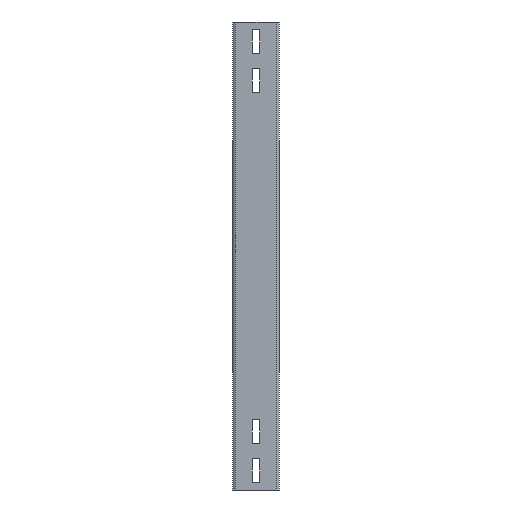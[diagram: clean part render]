
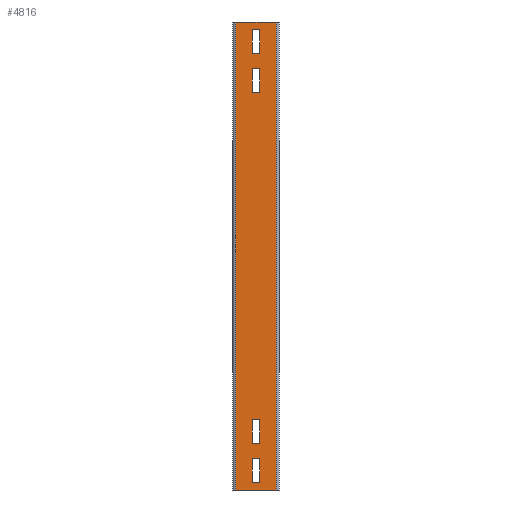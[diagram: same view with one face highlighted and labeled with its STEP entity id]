
A CAD part, left-side view. The second image highlights one B-rep face of the part: STEP entity #4816.
In plain terms, the highlighted face is planar.
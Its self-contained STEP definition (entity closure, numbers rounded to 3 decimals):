
#67=FACE_BOUND('',#660,.T.);
#68=FACE_BOUND('',#661,.T.);
#69=FACE_BOUND('',#662,.T.);
#70=FACE_BOUND('',#663,.T.);
#372=FACE_OUTER_BOUND('',#659,.T.);
#659=EDGE_LOOP('',(#3654,#3655,#3656,#3657));
#660=EDGE_LOOP('',(#3658,#3659,#3660,#3661));
#661=EDGE_LOOP('',(#3662,#3663,#3664,#3665));
#662=EDGE_LOOP('',(#3666,#3667,#3668,#3669));
#663=EDGE_LOOP('',(#3670,#3671,#3672,#3673));
#990=LINE('',#7193,#1567);
#994=LINE('',#7200,#1571);
#997=LINE('',#7206,#1574);
#999=LINE('',#7209,#1576);
#1002=LINE('',#7217,#1579);
#1006=LINE('',#7224,#1583);
#1009=LINE('',#7230,#1586);
#1011=LINE('',#7233,#1588);
#1014=LINE('',#7241,#1591);
#1017=LINE('',#7247,#1594);
#1020=LINE('',#7253,#1597);
#1023=LINE('',#7257,#1600);
#1026=LINE('',#7265,#1603);
#1029=LINE('',#7271,#1606);
#1032=LINE('',#7277,#1609);
#1035=LINE('',#7281,#1612);
#1058=LINE('',#7337,#1635);
#1067=LINE('',#7359,#1644);
#1069=LINE('',#7365,#1646);
#1077=LINE('',#7386,#1654);
#1567=VECTOR('',#5859,10.);
#1571=VECTOR('',#5865,10.);
#1574=VECTOR('',#5870,10.);
#1576=VECTOR('',#5874,10.);
#1579=VECTOR('',#5879,10.);
#1583=VECTOR('',#5885,10.);
#1586=VECTOR('',#5890,10.);
#1588=VECTOR('',#5894,10.);
#1591=VECTOR('',#5899,10.);
#1594=VECTOR('',#5904,10.);
#1597=VECTOR('',#5909,10.);
#1600=VECTOR('',#5914,10.);
#1603=VECTOR('',#5919,10.);
#1606=VECTOR('',#5924,10.);
#1609=VECTOR('',#5929,10.);
#1612=VECTOR('',#5934,10.);
#1635=VECTOR('',#5987,10.);
#1644=VECTOR('',#6012,10.);
#1646=VECTOR('',#6020,10.);
#1654=VECTOR('',#6042,10.);
#2135=VERTEX_POINT('',#7190);
#2136=VERTEX_POINT('',#7192);
#2138=VERTEX_POINT('',#7198);
#2140=VERTEX_POINT('',#7204);
#2143=VERTEX_POINT('',#7214);
#2144=VERTEX_POINT('',#7216);
#2146=VERTEX_POINT('',#7222);
#2148=VERTEX_POINT('',#7228);
#2151=VERTEX_POINT('',#7238);
#2152=VERTEX_POINT('',#7240);
#2154=VERTEX_POINT('',#7246);
#2156=VERTEX_POINT('',#7252);
#2159=VERTEX_POINT('',#7262);
#2160=VERTEX_POINT('',#7264);
#2162=VERTEX_POINT('',#7270);
#2164=VERTEX_POINT('',#7276);
#2181=VERTEX_POINT('',#7334);
#2182=VERTEX_POINT('',#7336);
#2187=VERTEX_POINT('',#7358);
#2188=VERTEX_POINT('',#7364);
#2622=EDGE_CURVE('',#2136,#2135,#990,.T.);
#2626=EDGE_CURVE('',#2135,#2138,#994,.T.);
#2629=EDGE_CURVE('',#2138,#2140,#997,.T.);
#2631=EDGE_CURVE('',#2140,#2136,#999,.T.);
#2634=EDGE_CURVE('',#2144,#2143,#1002,.T.);
#2638=EDGE_CURVE('',#2143,#2146,#1006,.T.);
#2641=EDGE_CURVE('',#2146,#2148,#1009,.T.);
#2643=EDGE_CURVE('',#2148,#2144,#1011,.T.);
#2646=EDGE_CURVE('',#2152,#2151,#1014,.T.);
#2649=EDGE_CURVE('',#2154,#2152,#1017,.T.);
#2652=EDGE_CURVE('',#2156,#2154,#1020,.T.);
#2655=EDGE_CURVE('',#2151,#2156,#1023,.T.);
#2658=EDGE_CURVE('',#2160,#2159,#1026,.T.);
#2661=EDGE_CURVE('',#2162,#2160,#1029,.T.);
#2664=EDGE_CURVE('',#2164,#2162,#1032,.T.);
#2667=EDGE_CURVE('',#2159,#2164,#1035,.T.);
#2695=EDGE_CURVE('',#2181,#2182,#1058,.T.);
#2706=EDGE_CURVE('',#2187,#2182,#1067,.T.);
#2709=EDGE_CURVE('',#2188,#2187,#1069,.T.);
#2720=EDGE_CURVE('',#2188,#2181,#1077,.T.);
#3654=ORIENTED_EDGE('',*,*,#2695,.F.);
#3655=ORIENTED_EDGE('',*,*,#2720,.F.);
#3656=ORIENTED_EDGE('',*,*,#2709,.T.);
#3657=ORIENTED_EDGE('',*,*,#2706,.T.);
#3658=ORIENTED_EDGE('',*,*,#2622,.T.);
#3659=ORIENTED_EDGE('',*,*,#2626,.T.);
#3660=ORIENTED_EDGE('',*,*,#2629,.T.);
#3661=ORIENTED_EDGE('',*,*,#2631,.T.);
#3662=ORIENTED_EDGE('',*,*,#2634,.T.);
#3663=ORIENTED_EDGE('',*,*,#2638,.T.);
#3664=ORIENTED_EDGE('',*,*,#2641,.T.);
#3665=ORIENTED_EDGE('',*,*,#2643,.T.);
#3666=ORIENTED_EDGE('',*,*,#2646,.T.);
#3667=ORIENTED_EDGE('',*,*,#2655,.T.);
#3668=ORIENTED_EDGE('',*,*,#2652,.T.);
#3669=ORIENTED_EDGE('',*,*,#2649,.T.);
#3670=ORIENTED_EDGE('',*,*,#2658,.T.);
#3671=ORIENTED_EDGE('',*,*,#2667,.T.);
#3672=ORIENTED_EDGE('',*,*,#2664,.T.);
#3673=ORIENTED_EDGE('',*,*,#2661,.T.);
#4558=PLANE('',#5255);
#4816=ADVANCED_FACE('',(#372,#67,#68,#69,#70),#4558,.F.);
#5255=AXIS2_PLACEMENT_3D('',#7387,#6043,#6044);
#5859=DIRECTION('',(0.,0.,-1.));
#5865=DIRECTION('',(0.,-1.,0.));
#5870=DIRECTION('',(0.,0.,1.));
#5874=DIRECTION('',(0.,1.,0.));
#5879=DIRECTION('',(0.,0.,-1.));
#5885=DIRECTION('',(0.,-1.,0.));
#5890=DIRECTION('',(0.,0.,1.));
#5894=DIRECTION('',(0.,1.,0.));
#5899=DIRECTION('',(0.,0.,-1.));
#5904=DIRECTION('',(0.,1.,0.));
#5909=DIRECTION('',(0.,0.,1.));
#5914=DIRECTION('',(0.,-1.,0.));
#5919=DIRECTION('',(0.,0.,-1.));
#5924=DIRECTION('',(0.,1.,0.));
#5929=DIRECTION('',(0.,0.,1.));
#5934=DIRECTION('',(0.,-1.,0.));
#5987=DIRECTION('',(0.,0.,-1.));
#6012=DIRECTION('',(0.,1.,0.));
#6020=DIRECTION('',(0.,0.,-1.));
#6042=DIRECTION('',(0.,1.,0.));
#6043=DIRECTION('center_axis',(-1.,0.,0.));
#6044=DIRECTION('ref_axis',(0.,0.,
1.));
#7190=CARTESIAN_POINT('',(31.,34.5,60.));
#7192=CARTESIAN_POINT('',(31.,34.5,90.));
#7193=CARTESIAN_POINT('',(31.,34.5,180.));
#7198=CARTESIAN_POINT('',(31.,25.5,60.));
#7200=CARTESIAN_POINT('',(31.,24.381,60.));
#7204=CARTESIAN_POINT('',(31.,25.5,90.));
#7206=CARTESIAN_POINT('',(31.,25.5,195.));
#7209=CARTESIAN_POINT('',(31.,28.881,90.));
#7214=CARTESIAN_POINT('',(31.,34.5,10.));
#7216=CARTESIAN_POINT('',(31.,34.5,40.));
#7217=CARTESIAN_POINT('',(31.,34.5,155.));
#7222=CARTESIAN_POINT('',(31.,25.5,10.));
#7224=CARTESIAN_POINT('',(31.,24.381,10.));
#7228=CARTESIAN_POINT('',(31.,25.5,40.));
#7230=CARTESIAN_POINT('',(31.,25.5,170.));
#7233=CARTESIAN_POINT('',(31.,28.881,40.));
#7238=CARTESIAN_POINT('',(31.,34.5,510.));
#7240=CARTESIAN_POINT('',(31.,34.5,540.));
#7241=CARTESIAN_POINT('',(31.,34.5,420.));
#7246=CARTESIAN_POINT('',(31.,25.5,540.));
#7247=CARTESIAN_POINT('',(31.,24.381,540.));
#7252=CARTESIAN_POINT('',(31.,25.5,510.));
#7253=CARTESIAN_POINT('',(31.,25.5,405.));
#7257=CARTESIAN_POINT('',(31.,28.881,510.));
#7262=CARTESIAN_POINT('',(31.,34.5,560.));
#7264=CARTESIAN_POINT('',(31.,34.5,590.));
#7265=CARTESIAN_POINT('',(31.,34.5,445.));
#7270=CARTESIAN_POINT('',(31.,25.5,590.));
#7271=CARTESIAN_POINT('',(31.,24.381,590.));
#7276=CARTESIAN_POINT('',(31.,25.5,560.));
#7277=CARTESIAN_POINT('',(31.,25.5,430.));
#7281=CARTESIAN_POINT('',(31.,28.881,560.));
#7334=CARTESIAN_POINT('',(31.,56.,600.));
#7336=CARTESIAN_POINT('',(31.,56.,0.));
#7337=CARTESIAN_POINT('',(31.,56.,300.));
#7358=CARTESIAN_POINT('',(31.,4.,0.));
#7359=CARTESIAN_POINT('',(31.,-27.524,0.));
#7364=CARTESIAN_POINT('',(31.,4.,600.));
#7365=CARTESIAN_POINT('',(31.,4.,300.));
#7386=CARTESIAN_POINT('',(31.,-27.524,600.));
#7387=CARTESIAN_POINT('Origin',(31.,23.262,300.));
